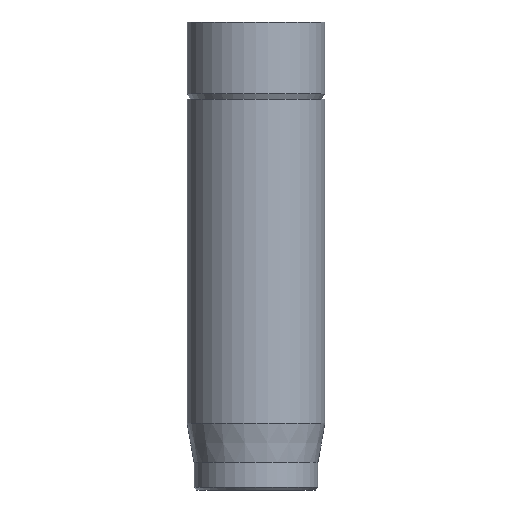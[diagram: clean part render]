
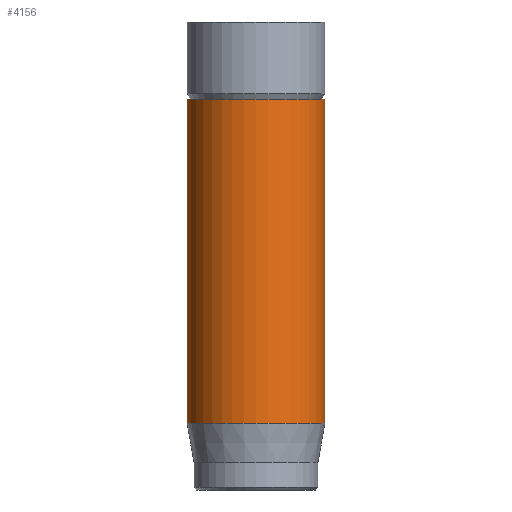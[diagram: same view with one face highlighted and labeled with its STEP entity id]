
A CAD part, front view. The second image highlights one B-rep face of the part: STEP entity #4156.
In plain terms, the highlighted cylindrical face has radius 2.5 mm (diameter 5 mm), a full revolution.
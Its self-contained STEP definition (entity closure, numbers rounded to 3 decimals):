
#557=CYLINDRICAL_SURFACE('',#4479,2.5);
#570=FACE_OUTER_BOUND('',#813,.T.);
#813=EDGE_LOOP('',(#2896,#2897,#2898,#2899,#2900));
#1073=LINE('',#5240,#1419);
#1419=VECTOR('',#4647,2.5);
#1762=CIRCLE('',#4461,2.5);
#1771=CIRCLE('',#4477,2.5);
#1772=CIRCLE('',#4478,2.5);
#1784=VERTEX_POINT('',#5204);
#1793=VERTEX_POINT('',#5234);
#1794=VERTEX_POINT('',#5235);
#2214=EDGE_CURVE('',#1784,#1784,#1762,.T.);
#2228=EDGE_CURVE('',#1793,#1794,#1771,.T.);
#2229=EDGE_CURVE('',#1794,#1793,#1772,.T.);
#2231=EDGE_CURVE('',#1784,#1793,#1073,.T.);
#2896=ORIENTED_EDGE('',*,*,#2214,.T.);
#2897=ORIENTED_EDGE('',*,*,#2231,.T.);
#2898=ORIENTED_EDGE('',*,*,#2228,.T.);
#2899=ORIENTED_EDGE('',*,*,#2229,.T.);
#2900=ORIENTED_EDGE('',*,*,#2231,.F.);
#4156=ADVANCED_FACE('',(#570),#557,.T.);
#4461=AXIS2_PLACEMENT_3D('',#5205,#4603,#4604);
#4477=AXIS2_PLACEMENT_3D('',#5236,#4640,#4641);
#4478=AXIS2_PLACEMENT_3D('',#5237,#4642,#4643);
#4479=AXIS2_PLACEMENT_3D('',#5239,#4645,#4646);
#4603=DIRECTION('center_axis',(0.,0.,-1.));
#4604=DIRECTION('ref_axis',(-1.,0.,0.));
#4640=DIRECTION('center_axis',(0.,0.,1.));
#4641=DIRECTION('ref_axis',(-1.,0.,0.));
#4642=DIRECTION('center_axis',(0.,0.,1.));
#4643=DIRECTION('ref_axis',(-1.,0.,0.));
#4645=DIRECTION('center_axis',(0.,0.,1.));
#4646=DIRECTION('ref_axis',(-1.,0.,0.));
#4647=DIRECTION('',(0.,0.,-1.));
#5204=CARTESIAN_POINT('',(2.5,0.,14.2));
#5205=CARTESIAN_POINT('Origin',(0.,0.,14.2));
#5234=CARTESIAN_POINT('',(2.5,0.,2.418));
#5235=CARTESIAN_POINT('',(-2.5,0.,2.418));
#5236=CARTESIAN_POINT('Origin',(0.,0.,2.418));
#5237=CARTESIAN_POINT('Origin',(0.,0.,2.418));
#5239=CARTESIAN_POINT('Origin',(0.,0.,0.));
#5240=CARTESIAN_POINT('',(2.5,0.,0.));
